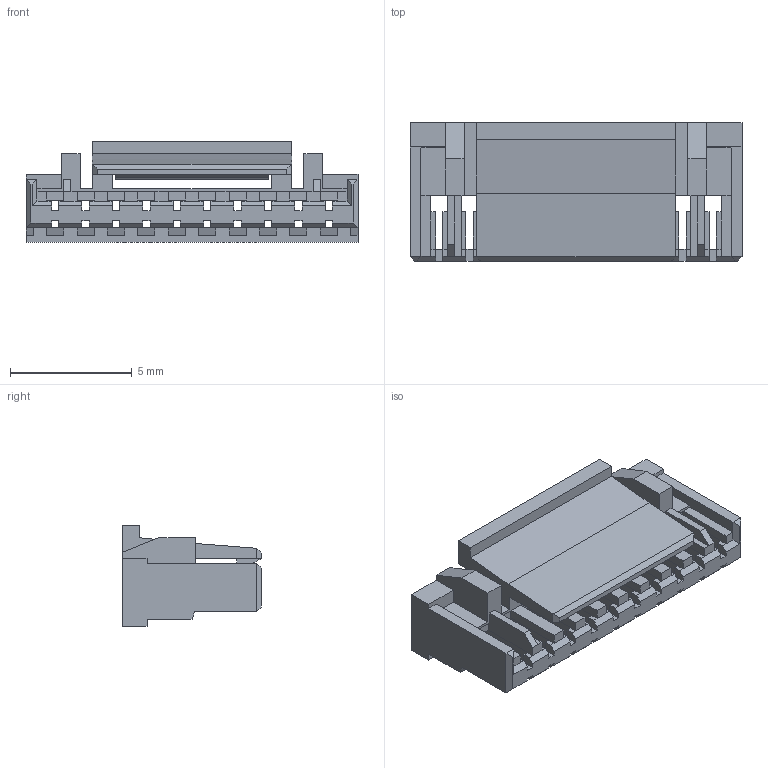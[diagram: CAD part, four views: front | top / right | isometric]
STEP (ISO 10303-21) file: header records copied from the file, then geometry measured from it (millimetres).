
FILE_DESCRIPTION((''),'2;1');
FILE_NAME('FHG12507-S10M2W1B','2025-08-08T',('工程三'),(''),'PRO/ENGINEER BY PARAMETRIC TECHNOLOGY CORPORATION, 2010280','PRO/ENGINEER BY PARAMETRIC TECHNOLOGY CORPORATION, 2010280','');
FILE_SCHEMA(('CONFIG_CONTROL_DESIGN'));
Length unit declared in the file: millimetre
Products named in the file (1): FHG12507-S10M2W1B
Bounding box: 13.65 x 5.7 x 4.15 mm (x, y, z)
Volume: 93.1 mm3; surface area: 588.2 mm2
Topology: 1 solids, 1 shells, 453 faces, 1395 edges, 912 vertices
Faces by surface type: plane 450, cylinder 3
Entity records: 15285 total; most frequent: ORIENTED_EDGE 2790, CARTESIAN_POINT 2760, DIRECTION 2307, EDGE_CURVE 1395, VECTOR 1389, LINE 1389, VERTEX_POINT 912, EDGE_LOOP 463
